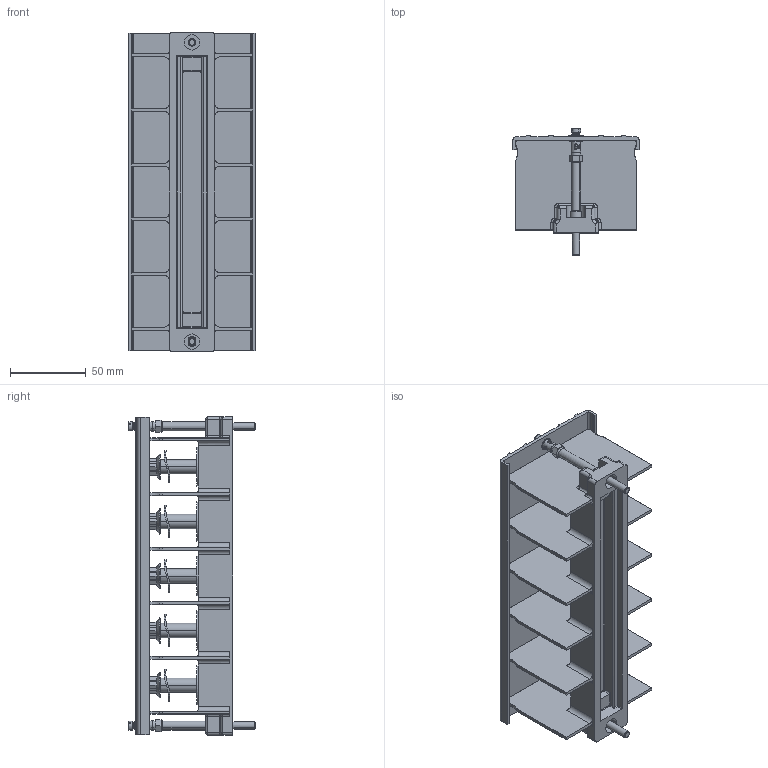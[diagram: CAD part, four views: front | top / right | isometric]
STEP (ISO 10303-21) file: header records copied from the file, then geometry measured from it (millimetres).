
FILE_DESCRIPTION((''),'2;1');
FILE_NAME('32428051000','2019-09-24T',('presta_be4'),(''),'PRO/ENGINEER BY PARAMETRIC TECHNOLOGY CORPORATION, 2014310','PRO/ENGINEER BY PARAMETRIC TECHNOLOGY CORPORATION, 2014310','');
FILE_SCHEMA(('CONFIG_CONTROL_DESIGN'));
Products named in the file (1): 32428051000
Bounding box: 83.2 x 83.81 x 210.2 mm (x, y, z)
Volume: 219112.8 mm3; surface area: 134714 mm2
Topology: 6 solids, 6 shells, 1235 faces, 3252 edges, 2032 vertices
Faces by surface type: cylinder 485, plane 390, cone 160, torus 140, bspline 60
Entity records: 81442 total; most frequent: CARTESIAN_POINT 52055, ORIENTED_EDGE 6488, DIRECTION 5765, EDGE_CURVE 3244, AXIS2_PLACEMENT_3D 2225, VERTEX_POINT 2032, VECTOR 1315, LINE 1315
